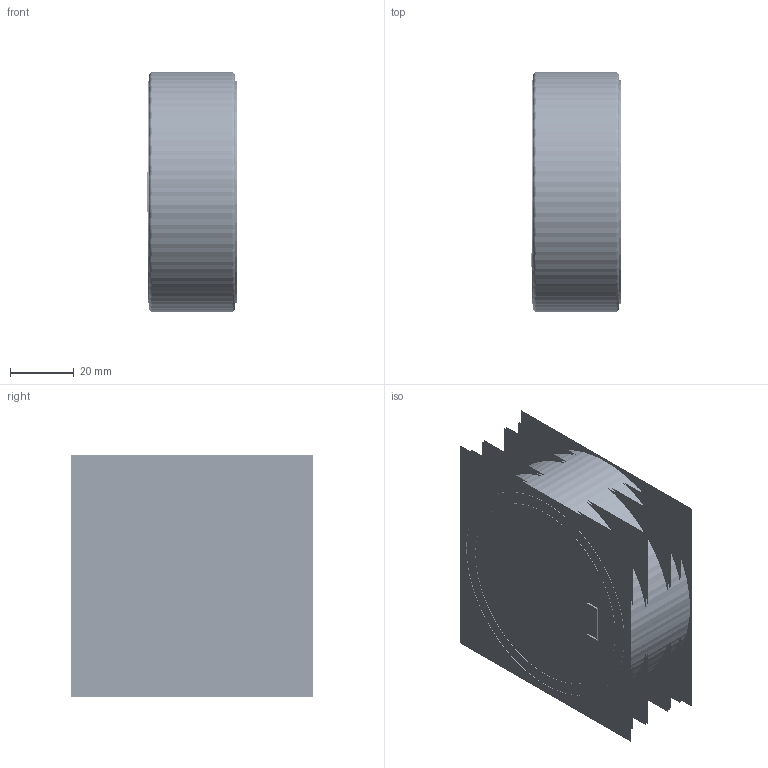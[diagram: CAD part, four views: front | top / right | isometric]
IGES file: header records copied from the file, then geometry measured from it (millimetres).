
Start section:  PTC IGES file: fn470m.igs
Global section: file name: fn470m.igs; native system: Creo Parametric by Parametric Technology Corporation; preprocessor: 2013150; author: sales 4; organization: Unknown; date: 20140325.143949; units: millimetre
Bounding box: 28.08 x 75.92 x 75.94 mm (x, y, z)
Volume: 72431.1 mm3; surface area: 885891.6 mm2
Topology: 73 solids, 73 shells, 7058 faces, 37100 edges, 46683 vertices
Faces by surface type: bspline 3836, revolution 3222
